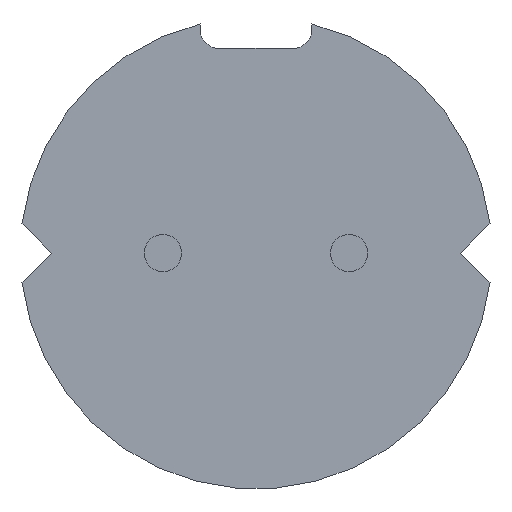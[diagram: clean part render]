
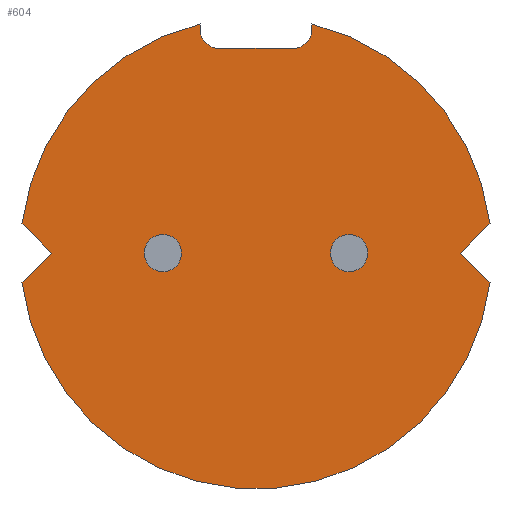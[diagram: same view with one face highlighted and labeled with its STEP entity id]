
A CAD part, front view. The second image highlights one B-rep face of the part: STEP entity #604.
In plain terms, the highlighted planar face has unit normal (0, -1, 0).
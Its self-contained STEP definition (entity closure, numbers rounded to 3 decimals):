
#3 = CIRCLE ( 'NONE', #915, 0.15 ) ;
#5 = DIRECTION ( 'NONE',  ( 0., -1., 0. ) ) ;
#15 = EDGE_CURVE ( 'NONE', #188, #1018, #3, .T. ) ;
#25 = LINE ( 'NONE', #490, #812 ) ;
#27 = ORIENTED_EDGE ( 'NONE', *, *, #15, .F. ) ;
#31 = ORIENTED_EDGE ( 'NONE', *, *, #310, .F. ) ;
#40 = AXIS2_PLACEMENT_3D ( 'NONE', #235, #814, #316 ) ;
#43 = CARTESIAN_POINT ( 'NONE',  ( 0.75, 0., 0. ) ) ;
#68 = ORIENTED_EDGE ( 'NONE', *, *, #918, .F. ) ;
#71 = CARTESIAN_POINT ( 'NONE',  ( 0.3, 0., 1.65 ) ) ;
#78 = EDGE_LOOP ( 'NONE', ( #930, #1017, #891, #145, #68, #138, #134, #175, #282, #210, #710, #31 ) ) ;
#87 = CARTESIAN_POINT ( 'NONE',  ( 0.45, 0., 1.8 ) ) ;
#90 = AXIS2_PLACEMENT_3D ( 'NONE', #483, #5, #567 ) ;
#96 = AXIS2_PLACEMENT_3D ( 'NONE', #201, #778, #285 ) ;
#113 = DIRECTION ( 'NONE',  ( 0., -1., 0. ) ) ;
#129 = CARTESIAN_POINT ( 'NONE',  ( -1.65, 0., 0. ) ) ;
#134 = ORIENTED_EDGE ( 'NONE', *, *, #780, .F. ) ;
#138 = ORIENTED_EDGE ( 'NONE', *, *, #411, .F. ) ;
#140 = LINE ( 'NONE', #702, #975 ) ;
#145 = ORIENTED_EDGE ( 'NONE', *, *, #389, .F. ) ;
#148 = CARTESIAN_POINT ( 'NONE',  ( -0.75, 0., -0.15 ) ) ;
#165 = VECTOR ( 'NONE', #860, 1000. ) ;
#170 = ORIENTED_EDGE ( 'NONE', *, *, #903, .F. ) ;
#172 = CARTESIAN_POINT ( 'NONE',  ( -1.65, 0., 0. ) ) ;
#175 = ORIENTED_EDGE ( 'NONE', *, *, #689, .F. ) ;
#177 = CARTESIAN_POINT ( 'NONE',  ( 0.3, 0., 1.65 ) ) ;
#180 = LINE ( 'NONE', #900, #988 ) ;
#181 = VECTOR ( 'NONE', #503, 1000. ) ;
#188 = VERTEX_POINT ( 'NONE', #750 ) ;
#194 = DIRECTION ( 'NONE',  ( 0., -1., 0. ) ) ;
#195 = CIRCLE ( 'NONE', #250, 1.9 ) ;
#199 = EDGE_LOOP ( 'NONE', ( #434, #27 ) ) ;
#201 = CARTESIAN_POINT ( 'NONE',  ( -1.9, 0., 0. ) ) ;
#208 = CARTESIAN_POINT ( 'NONE',  ( 0., 0., 0. ) ) ;
#210 = ORIENTED_EDGE ( 'NONE', *, *, #647, .F. ) ;
#217 = AXIS2_PLACEMENT_3D ( 'NONE', #422, #982, #336 ) ;
#218 = FACE_BOUND ( 'NONE', #363, .T. ) ;
#222 = DIRECTION ( 'NONE',  ( 0., -1., 0. ) ) ;
#231 = CIRCLE ( 'NONE', #217, 1.9 ) ;
#235 = CARTESIAN_POINT ( 'NONE',  ( -0.75, 0., 0. ) ) ;
#238 = VERTEX_POINT ( 'NONE', #172 ) ;
#239 = CARTESIAN_POINT ( 'NONE',  ( -1.885, 0., 0.235 ) ) ;
#250 = AXIS2_PLACEMENT_3D ( 'NONE', #208, #784, #290 ) ;
#266 = VERTEX_POINT ( 'NONE', #415 ) ;
#282 = ORIENTED_EDGE ( 'NONE', *, *, #349, .F. ) ;
#285 = DIRECTION ( 'NONE',  ( 0., 0., -1. ) ) ;
#290 = DIRECTION ( 'NONE',  ( 0., 0., 1. ) ) ;
#305 = VECTOR ( 'NONE', #1019, 1000. ) ;
#310 = EDGE_CURVE ( 'NONE', #266, #394, #475, .T. ) ;
#312 = CARTESIAN_POINT ( 'NONE',  ( -0.3, 0., 1.65 ) ) ;
#316 = DIRECTION ( 'NONE',  ( 0., 0., 1. ) ) ;
#322 = VERTEX_POINT ( 'NONE', #239 ) ;
#324 = DIRECTION ( 'NONE',  ( 0.707, 0., 0.707 ) ) ;
#336 = DIRECTION ( 'NONE',  ( 0., 0., 1. ) ) ;
#349 = EDGE_CURVE ( 'NONE', #322, #556, #231, .T. ) ;
#363 = EDGE_LOOP ( 'NONE', ( #506, #170 ) ) ;
#371 = DIRECTION ( 'NONE',  ( 0., 1., 0. ) ) ;
#375 = EDGE_CURVE ( 'NONE', #731, #947, #400, .T. ) ;
#377 = CARTESIAN_POINT ( 'NONE',  ( 1.885, 0., 0.235 ) ) ;
#385 = LINE ( 'NONE', #129, #165 ) ;
#389 = EDGE_CURVE ( 'NONE', #964, #696, #25, .T. ) ;
#394 = VERTEX_POINT ( 'NONE', #833 ) ;
#396 = DIRECTION ( 'NONE',  ( 0., -1., 0. ) ) ;
#398 = CIRCLE ( 'NONE', #40, 0.15 ) ;
#400 = LINE ( 'NONE', #678, #181 ) ;
#411 = EDGE_CURVE ( 'NONE', #907, #820, #862, .T. ) ;
#415 = CARTESIAN_POINT ( 'NONE',  ( 1.885, 0., -0.235 ) ) ;
#422 = CARTESIAN_POINT ( 'NONE',  ( 0., 0., 0. ) ) ;
#434 = ORIENTED_EDGE ( 'NONE', *, *, #851, .F. ) ;
#443 = CARTESIAN_POINT ( 'NONE',  ( -0.45, 0., 1.846 ) ) ;
#449 = VERTEX_POINT ( 'NONE', #916 ) ;
#462 = FACE_BOUND ( 'NONE', #199, .T. ) ;
#474 = CIRCLE ( 'NONE', #601, 0.15 ) ;
#475 = CIRCLE ( 'NONE', #994, 1.9 ) ;
#483 = CARTESIAN_POINT ( 'NONE',  ( 0.3, 0., 1.8 ) ) ;
#490 = CARTESIAN_POINT ( 'NONE',  ( 0.45, 0., 3.753 ) ) ;
#503 = DIRECTION ( 'NONE',  ( -0.707, 0., -0.707 ) ) ;
#506 = ORIENTED_EDGE ( 'NONE', *, *, #1034, .F. ) ;
#513 = CIRCLE ( 'NONE', #579, 0.15 ) ;
#528 = PLANE ( 'NONE',  #96 ) ;
#531 = CARTESIAN_POINT ( 'NONE',  ( 0., 0., 0. ) ) ;
#539 = CARTESIAN_POINT ( 'NONE',  ( 1.65, 0., 0. ) ) ;
#556 = VERTEX_POINT ( 'NONE', #443 ) ;
#567 = DIRECTION ( 'NONE',  ( 0., 0., 1. ) ) ;
#570 = CARTESIAN_POINT ( 'NONE',  ( 1.65, 0., 0. ) ) ;
#579 = AXIS2_PLACEMENT_3D ( 'NONE', #598, #113, #685 ) ;
#598 = CARTESIAN_POINT ( 'NONE',  ( -0.75, 0., 0. ) ) ;
#601 = AXIS2_PLACEMENT_3D ( 'NONE', #715, #222, #801 ) ;
#604 = ADVANCED_FACE ( 'NONE', ( #847, #218, #462 ), #528, .T. ) ;
#647 = EDGE_CURVE ( 'NONE', #238, #322, #385, .T. ) ;
#653 = EDGE_CURVE ( 'NONE', #696, #731, #195, .T. ) ;
#675 = CIRCLE ( 'NONE', #872, 0.15 ) ;
#678 = CARTESIAN_POINT ( 'NONE',  ( 1.65, 0., 0. ) ) ;
#681 = VERTEX_POINT ( 'NONE', #863 ) ;
#684 = DIRECTION ( 'NONE',  ( 0., 0., 1. ) ) ;
#685 = DIRECTION ( 'NONE',  ( 0., 0., 1. ) ) ;
#689 = EDGE_CURVE ( 'NONE', #556, #449, #140, .T. ) ;
#690 = DIRECTION ( 'NONE',  ( 0., 0., -1. ) ) ;
#696 = VERTEX_POINT ( 'NONE', #704 ) ;
#702 = CARTESIAN_POINT ( 'NONE',  ( -0.45, 0., 3.753 ) ) ;
#704 = CARTESIAN_POINT ( 'NONE',  ( 0.45, 0., 1.846 ) ) ;
#706 = EDGE_CURVE ( 'NONE', #947, #266, #776, .T. ) ;
#710 = ORIENTED_EDGE ( 'NONE', *, *, #981, .F. ) ;
#715 = CARTESIAN_POINT ( 'NONE',  ( -0.3, 0., 1.8 ) ) ;
#731 = VERTEX_POINT ( 'NONE', #377 ) ;
#739 = CARTESIAN_POINT ( 'NONE',  ( 0.75, 0., 0.15 ) ) ;
#742 = DIRECTION ( 'NONE',  ( 0., 0., 1. ) ) ;
#747 = DIRECTION ( 'NONE',  ( 1., 0., 0. ) ) ;
#750 = CARTESIAN_POINT ( 'NONE',  ( 0.75, 0., -0.15 ) ) ;
#776 = LINE ( 'NONE', #539, #305 ) ;
#778 = DIRECTION ( 'NONE',  ( 0., -1., 0. ) ) ;
#780 = EDGE_CURVE ( 'NONE', #449, #907, #474, .T. ) ;
#784 = DIRECTION ( 'NONE',  ( 0., 1., 0. ) ) ;
#801 = DIRECTION ( 'NONE',  ( 0., 0., 1. ) ) ;
#812 = VECTOR ( 'NONE', #742, 1000. ) ;
#814 = DIRECTION ( 'NONE',  ( 0., -1., 0. ) ) ;
#820 = VERTEX_POINT ( 'NONE', #71 ) ;
#833 = CARTESIAN_POINT ( 'NONE',  ( -1.885, 0., -0.235 ) ) ;
#847 = FACE_OUTER_BOUND ( 'NONE', #78, .T. ) ;
#851 = EDGE_CURVE ( 'NONE', #1018, #188, #675, .T. ) ;
#860 = DIRECTION ( 'NONE',  ( -0.707, 0., 0.707 ) ) ;
#862 = LINE ( 'NONE', #177, #1016 ) ;
#863 = CARTESIAN_POINT ( 'NONE',  ( -0.75, 0., 0.15 ) ) ;
#872 = AXIS2_PLACEMENT_3D ( 'NONE', #885, #396, #956 ) ;
#885 = CARTESIAN_POINT ( 'NONE',  ( 0.75, 0., 0. ) ) ;
#891 = ORIENTED_EDGE ( 'NONE', *, *, #653, .F. ) ;
#900 = CARTESIAN_POINT ( 'NONE',  ( -1.65, 0., 0. ) ) ;
#901 = VERTEX_POINT ( 'NONE', #148 ) ;
#903 = EDGE_CURVE ( 'NONE', #901, #681, #398, .T. ) ;
#907 = VERTEX_POINT ( 'NONE', #312 ) ;
#915 = AXIS2_PLACEMENT_3D ( 'NONE', #43, #194, #690 ) ;
#916 = CARTESIAN_POINT ( 'NONE',  ( -0.45, 0., 1.8 ) ) ;
#918 = EDGE_CURVE ( 'NONE', #820, #964, #1014, .T. ) ;
#930 = ORIENTED_EDGE ( 'NONE', *, *, #706, .F. ) ;
#947 = VERTEX_POINT ( 'NONE', #570 ) ;
#956 = DIRECTION ( 'NONE',  ( 0., 0., -1. ) ) ;
#964 = VERTEX_POINT ( 'NONE', #87 ) ;
#975 = VECTOR ( 'NONE', #1015, 1000. ) ;
#981 = EDGE_CURVE ( 'NONE', #394, #238, #180, .T. ) ;
#982 = DIRECTION ( 'NONE',  ( 0., 1., 0. ) ) ;
#988 = VECTOR ( 'NONE', #324, 1000. ) ;
#994 = AXIS2_PLACEMENT_3D ( 'NONE', #531, #371, #684 ) ;
#1014 = CIRCLE ( 'NONE', #90, 0.15 ) ;
#1015 = DIRECTION ( 'NONE',  ( 0., 0., -1. ) ) ;
#1016 = VECTOR ( 'NONE', #747, 1000. ) ;
#1017 = ORIENTED_EDGE ( 'NONE', *, *, #375, .F. ) ;
#1018 = VERTEX_POINT ( 'NONE', #739 ) ;
#1019 = DIRECTION ( 'NONE',  ( 0.707, 0., -0.707 ) ) ;
#1034 = EDGE_CURVE ( 'NONE', #681, #901, #513, .T. ) ;
